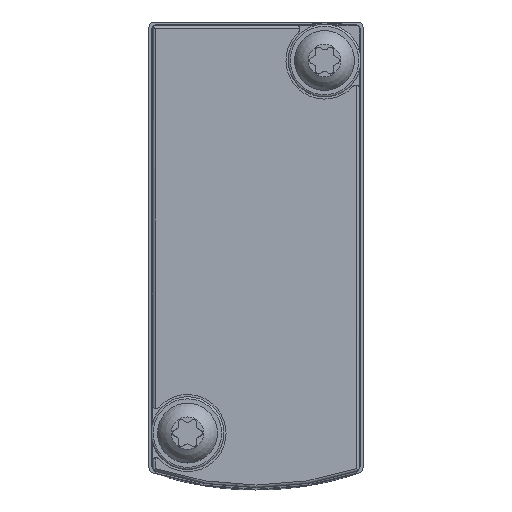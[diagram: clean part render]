
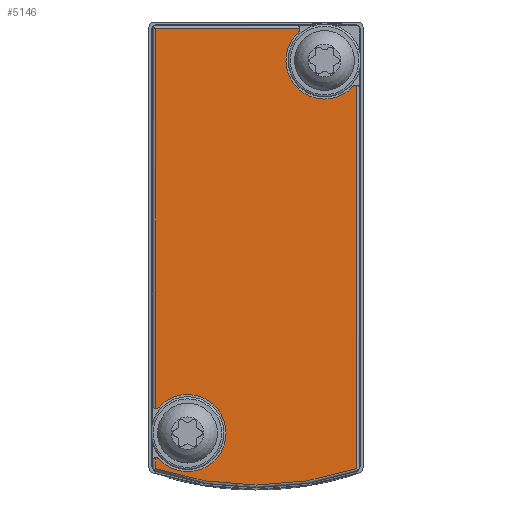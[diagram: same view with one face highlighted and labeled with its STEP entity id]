
A CAD part, front view. The second image highlights one B-rep face of the part: STEP entity #5146.
In plain terms, the highlighted planar face has unit normal (0, -1, 0).
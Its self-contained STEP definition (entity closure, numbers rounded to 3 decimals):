
#89=CIRCLE('',#5410,0.4);
#90=CIRCLE('',#5411,3.6);
#91=CIRCLE('',#5412,0.4);
#92=CIRCLE('',#5413,29.537);
#93=CIRCLE('',#5414,0.4);
#94=CIRCLE('',#5415,3.6);
#95=CIRCLE('',#5416,0.4);
#497=LINE('',#7239,#716);
#498=LINE('',#7248,#717);
#499=LINE('',#7252,#718);
#500=LINE('',#7260,#719);
#716=VECTOR('',#5951,1000.);
#717=VECTOR('',#5958,1000.);
#718=VECTOR('',#5961,1000.);
#719=VECTOR('',#5968,1000.);
#944=ORIENTED_EDGE('',*,*,#1968,.T.);
#945=ORIENTED_EDGE('',*,*,#1969,.F.);
#946=ORIENTED_EDGE('',*,*,#1970,.T.);
#947=ORIENTED_EDGE('',*,*,#1971,.F.);
#948=ORIENTED_EDGE('',*,*,#1972,.T.);
#949=ORIENTED_EDGE('',*,*,#1973,.T.);
#950=ORIENTED_EDGE('',*,*,#1974,.F.);
#951=ORIENTED_EDGE('',*,*,#1975,.F.);
#952=ORIENTED_EDGE('',*,*,#1976,.T.);
#953=ORIENTED_EDGE('',*,*,#1977,.F.);
#954=ORIENTED_EDGE('',*,*,#1978,.T.);
#1968=EDGE_CURVE('',#2480,#2481,#497,.F.);
#1969=EDGE_CURVE('',#2482,#2481,#89,.T.);
#1970=EDGE_CURVE('',#2482,#2483,#90,.T.);
#1971=EDGE_CURVE('',#2484,#2483,#91,.T.);
#1972=EDGE_CURVE('',#2484,#2485,#498,.F.);
#1973=EDGE_CURVE('',#2485,#2486,#92,.T.);
#1974=EDGE_CURVE('',#2487,#2486,#499,.F.);
#1975=EDGE_CURVE('',#2488,#2487,#93,.T.);
#1976=EDGE_CURVE('',#2488,#2489,#94,.T.);
#1977=EDGE_CURVE('',#2490,#2489,#95,.T.);
#1978=EDGE_CURVE('',#2490,#2480,#500,.T.);
#2480=VERTEX_POINT('',#7240);
#2481=VERTEX_POINT('',#7241);
#2482=VERTEX_POINT('',#7243);
#2483=VERTEX_POINT('',#7245);
#2484=VERTEX_POINT('',#7247);
#2485=VERTEX_POINT('',#7249);
#2486=VERTEX_POINT('',#7251);
#2487=VERTEX_POINT('',#7253);
#2488=VERTEX_POINT('',#7255);
#2489=VERTEX_POINT('',#7257);
#2490=VERTEX_POINT('',#7259);
#2837=EDGE_LOOP('',(#944,#945,#946,#947,#948,#949,#950,#951,#952,#953,#954));
#3178=FACE_BOUND('',#2837,.T.);
#3517=PLANE('',#5409);
#5146=ADVANCED_FACE('',(#3178),#3517,.F.);
#5409=AXIS2_PLACEMENT_3D('',#7238,#5949,#5950);
#5410=AXIS2_PLACEMENT_3D('',#7242,#5952,#5953);
#5411=AXIS2_PLACEMENT_3D('',#7244,#5954,#5955);
#5412=AXIS2_PLACEMENT_3D('',#7246,#5956,#5957);
#5413=AXIS2_PLACEMENT_3D('',#7250,#5959,#5960);
#5414=AXIS2_PLACEMENT_3D('',#7254,#5962,#5963);
#5415=AXIS2_PLACEMENT_3D('',#7256,#5964,#5965);
#5416=AXIS2_PLACEMENT_3D('',#7258,#5966,#5967);
#5949=DIRECTION('',(0.,1.,0.));
#5950=DIRECTION('',(0.,0.,1.));
#5951=DIRECTION('',(-1.,0.,0.));
#5952=DIRECTION('',(0.,1.,0.));
#5953=DIRECTION('',(1.,0.,0.));
#5954=DIRECTION('',(0.,1.,0.));
#5955=DIRECTION('',(1.,0.,0.));
#5956=DIRECTION('',(0.,1.,0.));
#5957=DIRECTION('',(1.,0.,0.));
#5958=DIRECTION('',(-1.,0.,0.));
#5959=DIRECTION('',(0.,-1.,0.));
#5960=DIRECTION('',(0.,0.,-1.));
#5961=DIRECTION('',(-1.,0.,0.));
#5962=DIRECTION('',(0.,1.,0.));
#5963=DIRECTION('',(1.,0.,0.));
#5964=DIRECTION('',(0.,1.,0.));
#5965=DIRECTION('',(1.,0.,0.));
#5966=DIRECTION('',(0.,1.,0.));
#5967=DIRECTION('',(1.,0.,0.));
#5968=DIRECTION('',(0.,0.,-1.));
#7238=CARTESIAN_POINT('',(-20.25,-13.2,-9.25));
#7239=CARTESIAN_POINT('',(25.,-13.2,-9.387));
#7240=CARTESIAN_POINT('',(-20.387,-13.2,-9.387));
#7241=CARTESIAN_POINT('',(15.097,-13.2,-9.387));
#7242=CARTESIAN_POINT('',(14.699,-13.2,-9.35));
#7243=CARTESIAN_POINT('',(14.969,-13.2,-9.055));
#7244=CARTESIAN_POINT('',(17.4,-13.2,-6.4));
#7245=CARTESIAN_POINT('',(19.831,-13.2,-9.055));
#7246=CARTESIAN_POINT('',(20.101,-13.2,-9.35));
#7247=CARTESIAN_POINT('',(19.703,-13.2,-9.387));
#7248=CARTESIAN_POINT('',(25.,-13.2,-9.387));
#7249=CARTESIAN_POINT('',(20.722,-13.2,-9.387));
#7250=CARTESIAN_POINT('',(-7.284,-13.2,0.));
#7251=CARTESIAN_POINT('',(20.722,-13.2,9.387));
#7252=CARTESIAN_POINT('',(25.,-13.2,9.387));
#7253=CARTESIAN_POINT('',(-15.097,-13.2,9.387));
#7254=CARTESIAN_POINT('',(-14.699,-13.2,9.35));
#7255=CARTESIAN_POINT('',(-14.969,-13.2,9.055));
#7256=CARTESIAN_POINT('',(-17.4,-13.2,6.4));
#7257=CARTESIAN_POINT('',(-20.055,-13.2,3.969));
#7258=CARTESIAN_POINT('',(-20.35,-13.2,3.699));
#7259=CARTESIAN_POINT('',(-20.387,-13.2,4.097));
#7260=CARTESIAN_POINT('',(-20.387,-13.2,10.));
